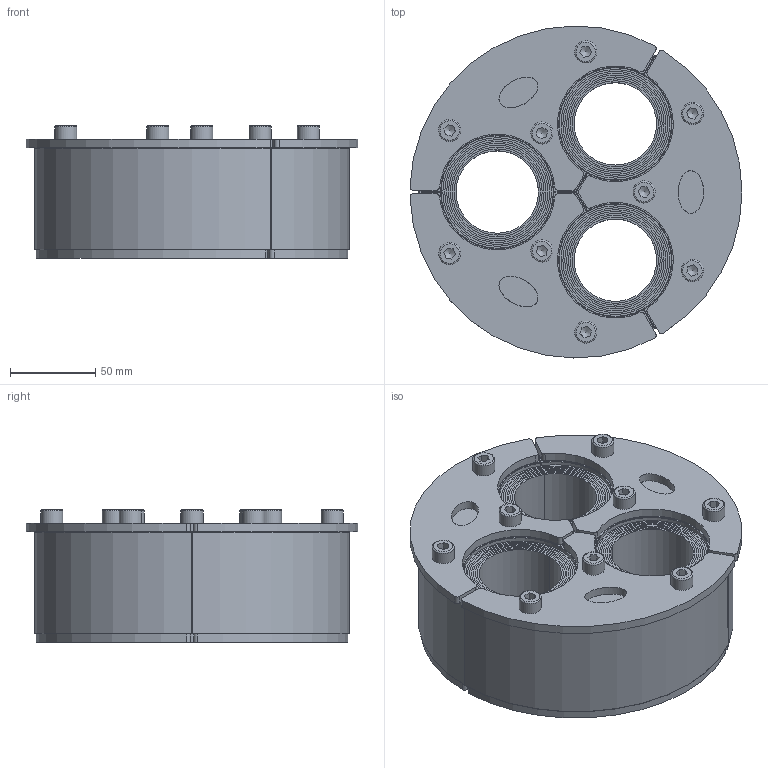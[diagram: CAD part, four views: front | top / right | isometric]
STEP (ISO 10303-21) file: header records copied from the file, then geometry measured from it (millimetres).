
FILE_DESCRIPTION((''),'2;1');
FILE_NAME('H3185UGWOC.stp','2015-11-26T16:06:39',('se-milkar'),(''),'Autodesk Inventor 2013','Autodesk Inventor 2013','');
FILE_SCHEMA(('AUTOMOTIVE_DESIGN { 1 0 10303 214 1 1 1 1 }'));
Length unit declared in the file: millimetre
Products named in the file (15): 100-038998; 100-038824; 100-038823; 100-002351; 100-051993; 100-038822; 100-051994; 100-052005; 100-052003; 100-052002; 100-052001; 100-052000; 100-051999; 100-051998; 100-051997
Assembly tree (29 placements, depth 4):
  100-038998
    100-038824  x3
    100-038823  x3
    100-002351  x9
    100-051993  x3
      100-038822
      100-051994
        100-052005
        100-052003
        100-052002
        100-052001
        100-052000
        100-051999
        100-051998
        100-051997
Bounding box: 194.95 x 194.98 x 78 mm (x, y, z)
Volume: 1438387.6 mm3; surface area: 718362 mm2
Topology: 66 solids, 66 shells, 699 faces, 1536 edges, 936 vertices
Faces by surface type: plane 327, cylinder 255, torus 54, sphere 42, cone 18, bspline 3
Full cylindrical faces by diameter (mm): 6.8 x9, 7 x9, 8 x9, 8.5 x9, 13 x9
Entity records: 4738 total; most frequent: DIRECTION 864, CARTESIAN_POINT 750, ORIENTED_EDGE 630, AXIS2_PLACEMENT_3D 357, EDGE_CURVE 315, VERTEX_POINT 207, EDGE_LOOP 198, CIRCLE 157
